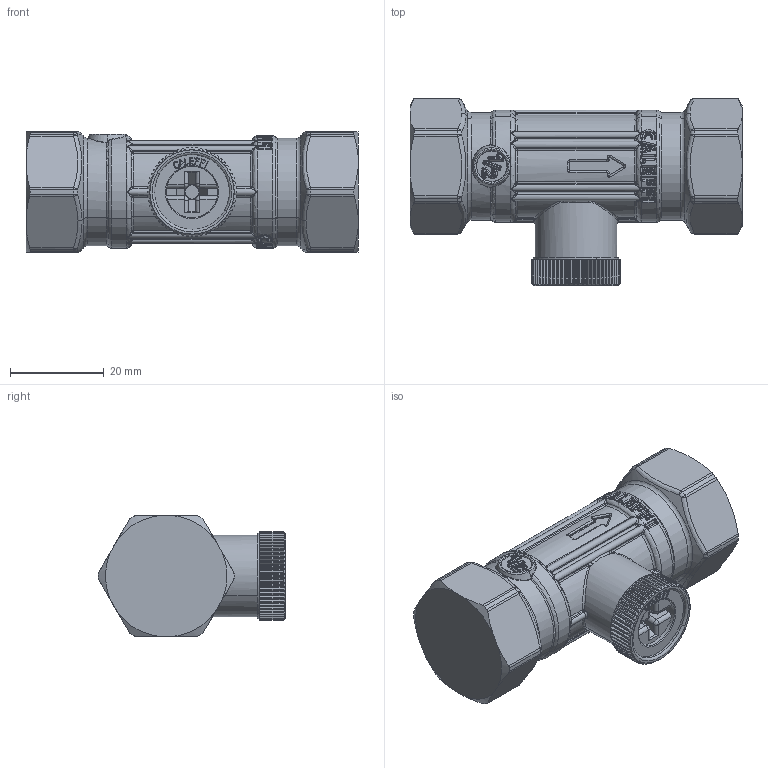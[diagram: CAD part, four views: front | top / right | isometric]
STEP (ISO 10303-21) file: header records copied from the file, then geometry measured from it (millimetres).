
FILE_DESCRIPTION(('CATIA V5 STEP Exchange'),'2;1');
FILE_NAME('STEP_304840_-_TST.stp','2017-03-17T07:11:08+00:00',('none'),('none'),'CATIA Version 5-6 Release 2014 SP5','CATIA V5 STEP AP203','none');
FILE_SCHEMA(('CONFIG_CONTROL_DESIGN'));
Products named in the file (1): 304840 - TST
Bounding box: 71 x 40 x 25.8 mm (x, y, z)
Volume: 36476 mm3; surface area: 8403.8 mm2
Topology: 1 solids, 2 shells, 1879 faces, 4636 edges, 2605 vertices
Faces by surface type: bspline 763, plane 447, cylinder 378, sphere 163, torus 92, cone 29, revolution 7
Entity records: 88751 total; most frequent: CARTESIAN_POINT 54128, ORIENTED_EDGE 8930, EDGE_CURVE 4465, DIRECTION 3830, VERTEX_POINT 2605, B_SPLINE_CURVE_WITH_KNOTS 2317, EDGE_LOOP 1896, ADVANCED_FACE 1879
